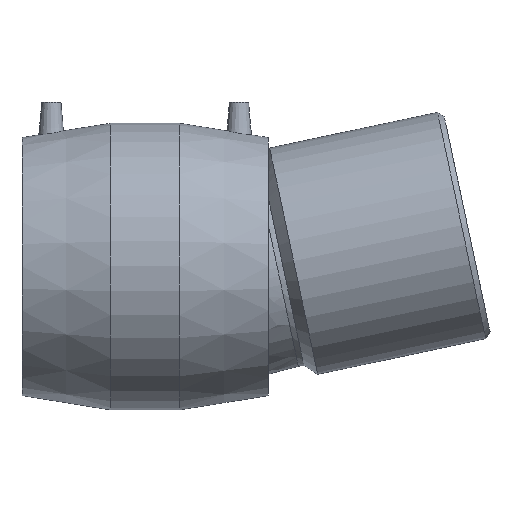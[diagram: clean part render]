
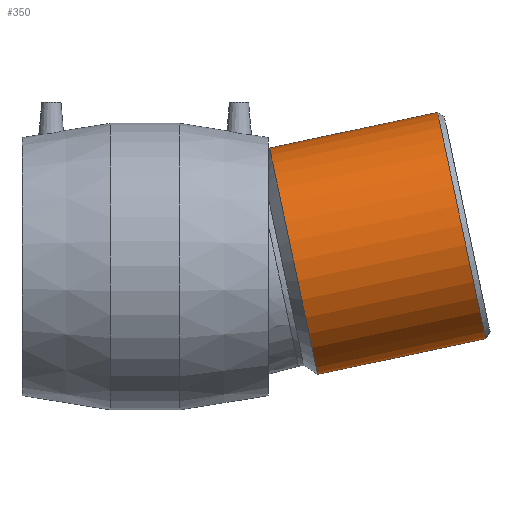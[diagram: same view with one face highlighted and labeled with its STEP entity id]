
A CAD part, top view. The second image highlights one B-rep face of the part: STEP entity #350.
In plain terms, the highlighted cylindrical face has radius 90 mm (diameter 180 mm), a full revolution.
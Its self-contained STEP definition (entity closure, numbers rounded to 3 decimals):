
#25=CYLINDRICAL_SURFACE('',#387,90.);
#50=FACE_BOUND('',#113,.T.);
#78=FACE_OUTER_BOUND('',#112,.T.);
#112=EDGE_LOOP('',(#271));
#113=EDGE_LOOP('',(#272));
#169=CIRCLE('',#384,90.);
#171=CIRCLE('',#388,90.);
#198=VERTEX_POINT('',#583);
#200=VERTEX_POINT('',#589);
#231=EDGE_CURVE('',#198,#198,#169,.T.);
#233=EDGE_CURVE('',#200,#200,#171,.T.);
#271=ORIENTED_EDGE('',*,*,#233,.F.);
#272=ORIENTED_EDGE('',*,*,#231,.F.);
#350=ADVANCED_FACE('',(#78,#50),#25,.T.);
#384=AXIS2_PLACEMENT_3D('',#584,#453,#454);
#387=AXIS2_PLACEMENT_3D('',#588,#459,#460);
#388=AXIS2_PLACEMENT_3D('',#590,#461,#462);
#453=DIRECTION('center_axis',(0.978,0.208,0.));
#454=DIRECTION('ref_axis',(-0.208,0.978,0.));
#459=DIRECTION('center_axis',(-0.978,-0.208,0.));
#460=DIRECTION('ref_axis',(0.208,-0.978,0.));
#461=DIRECTION('center_axis',(-0.978,-0.208,0.));
#462=DIRECTION('ref_axis',(0.208,-0.978,0.));
#583=CARTESIAN_POINT('',(264.825,-56.086,0.));
#584=CARTESIAN_POINT('Origin',(246.113,31.947,0.));
#588=CARTESIAN_POINT('Origin',(182.983,18.529,0.));
#589=CARTESIAN_POINT('',(134.203,-83.85,0.));
#590=CARTESIAN_POINT('Origin',(115.491,4.183,0.));
